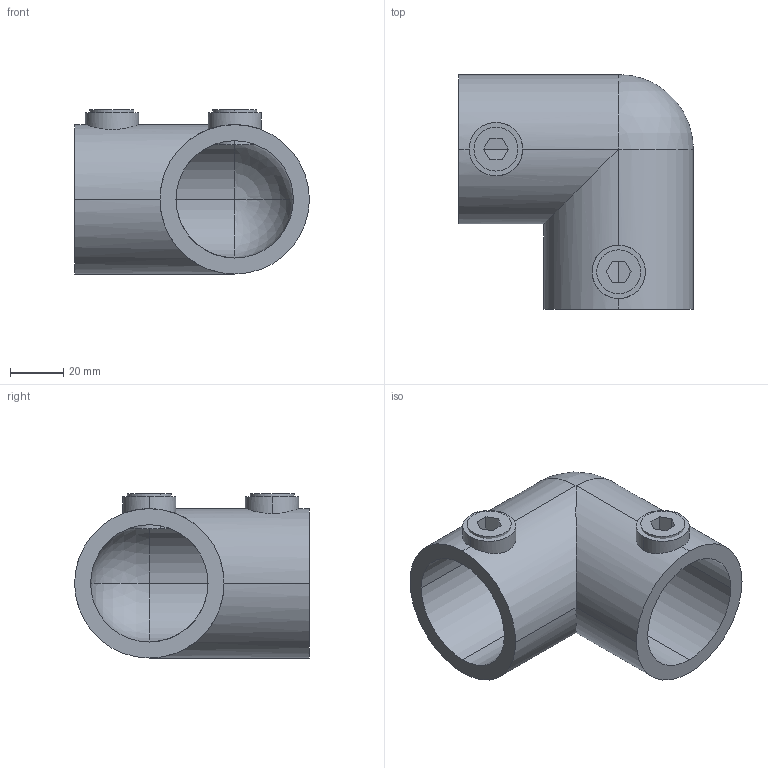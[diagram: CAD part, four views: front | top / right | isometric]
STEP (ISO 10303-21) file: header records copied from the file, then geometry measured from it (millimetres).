
FILE_DESCRIPTION (( 'STEP AP203' ), '1' );
FILE_NAME ('125-C42.step', '2015-09-17T16:17:28', ( '' ), ( '' ), 'SwSTEP 2.0', 'SolidWorks 2015', '' );
FILE_SCHEMA (( 'CONFIG_CONTROL_DESIGN' ));
Length unit declared in the file: millimetre
Products named in the file (3): 125-C42 Teil2_Zeichnung; 125-C42 Teil1_Zeichnung; 125-C42
Assembly tree (3 placements, depth 2):
  125-C42
    125-C42 Teil1_Zeichnung
    125-C42 Teil2_Zeichnung  x2
Bounding box: 88 x 88 x 61.5 mm (x, y, z)
Volume: 113100.2 mm3; surface area: 42205.4 mm2
Topology: 3 solids, 3 shells, 52 faces, 130 edges, 78 vertices
Faces by surface type: cylinder 28, plane 20, sphere 4
Entity records: 1923 total; most frequent: CARTESIAN_POINT 598, DIRECTION 220, ORIENTED_EDGE 204, EDGE_CURVE 102, AXIS2_PLACEMENT_3D 86, VERTEX_POINT 62, LINE 48, VECTOR 48
